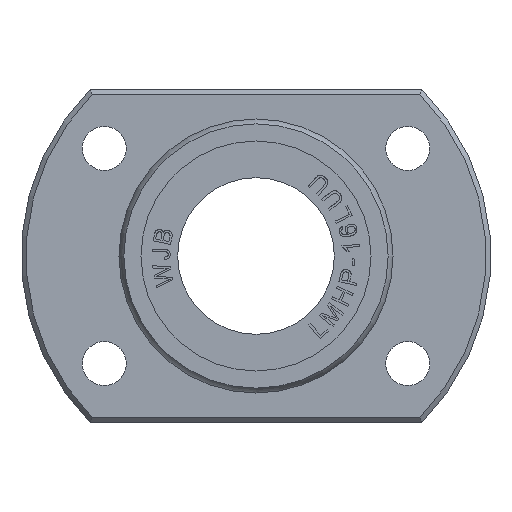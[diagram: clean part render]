
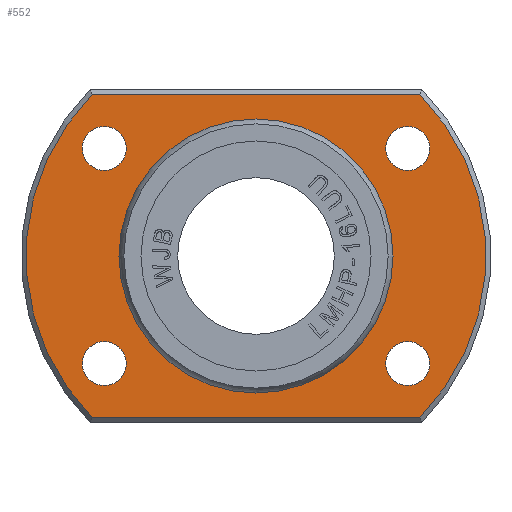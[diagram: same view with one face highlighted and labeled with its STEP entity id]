
A CAD part, left-side view. The second image highlights one B-rep face of the part: STEP entity #552.
In plain terms, the highlighted planar face has unit normal (-1, 0, 0).
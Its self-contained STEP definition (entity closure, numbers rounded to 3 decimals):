
#552=ADVANCED_FACE('',(#1345,#1346,#1347,#1348,#1349,#1350),#947,.T.);
#947=PLANE('',#7123);
#1237=CIRCLE('',#7116,2.25);
#1238=CIRCLE('',#7117,2.25);
#1239=CIRCLE('',#7118,23.5);
#1240=CIRCLE('',#7119,23.5);
#1241=CIRCLE('',#7120,13.773);
#1242=CIRCLE('',#7121,2.25);
#1243=CIRCLE('',#7122,2.25);
#1345=FACE_BOUND('',#1467,.T.);
#1346=FACE_BOUND('',#1468,.T.);
#1347=FACE_BOUND('',#1469,.T.);
#1348=FACE_BOUND('',#1470,.T.);
#1349=FACE_BOUND('',#1471,.T.);
#1350=FACE_BOUND('',#1472,.T.);
#1467=EDGE_LOOP('',(#2646));
#1468=EDGE_LOOP('',(#2647));
#1469=EDGE_LOOP('',(#2648,#2649,#2650,#2651));
#1470=EDGE_LOOP('',(#2652));
#1471=EDGE_LOOP('',(#2653));
#1472=EDGE_LOOP('',(#2654));
#1978=B_SPLINE_CURVE_WITH_KNOTS('',3,(#10435,#10436,#10437,#10438),.UNSPECIFIED.,
 .F.,.F.,(4,4),(0.,1.),.UNSPECIFIED.);
#1979=B_SPLINE_CURVE_WITH_KNOTS('',3,(#10442,#10443,#10444,#10445),.UNSPECIFIED.,
 .F.,.F.,(4,4),(0.,1.),.UNSPECIFIED.);
#2646=ORIENTED_EDGE('',*,*,#5256,.F.);
#2647=ORIENTED_EDGE('',*,*,#5257,.F.);
#2648=ORIENTED_EDGE('',*,*,#5258,.F.);
#2649=ORIENTED_EDGE('',*,*,#5259,.F.);
#2650=ORIENTED_EDGE('',*,*,#5260,.F.);
#2651=ORIENTED_EDGE('',*,*,#5261,.F.);
#2652=ORIENTED_EDGE('',*,*,#5262,.F.);
#2653=ORIENTED_EDGE('',*,*,#5263,.F.);
#2654=ORIENTED_EDGE('',*,*,#5264,.T.);
#4598=VERTEX_POINT('',#10429);
#4599=VERTEX_POINT('',#10431);
#4600=VERTEX_POINT('',#10433);
#4601=VERTEX_POINT('',#10434);
#4602=VERTEX_POINT('',#10439);
#4603=VERTEX_POINT('',#10441);
#4604=VERTEX_POINT('',#10447);
#4605=VERTEX_POINT('',#10449);
#4606=VERTEX_POINT('',#10451);
#5256=EDGE_CURVE('',#4598,#4598,#1237,.T.);
#5257=EDGE_CURVE('',#4599,#4599,#1238,.T.);
#5258=EDGE_CURVE('',#4600,#4601,#1239,.T.);
#5259=EDGE_CURVE('',#4602,#4600,#1978,.T.);
#5260=EDGE_CURVE('',#4603,#4602,#1240,.T.);
#5261=EDGE_CURVE('',#4601,#4603,#1979,.T.);
#5262=EDGE_CURVE('',#4604,#4604,#1241,.T.);
#5263=EDGE_CURVE('',#4605,#4605,#1242,.T.);
#5264=EDGE_CURVE('',#4606,#4606,#1243,.T.);
#7116=AXIS2_PLACEMENT_3D('',#10428,#7732,#7733);
#7117=AXIS2_PLACEMENT_3D('',#10430,#7734,#7735);
#7118=AXIS2_PLACEMENT_3D('',#10432,#7736,#7737);
#7119=AXIS2_PLACEMENT_3D('',#10440,#7738,#7739);
#7120=AXIS2_PLACEMENT_3D('',#10446,#7740,#7741);
#7121=AXIS2_PLACEMENT_3D('',#10448,#7742,#7743);
#7122=AXIS2_PLACEMENT_3D('',#10450,#7744,#7745);
#7123=AXIS2_PLACEMENT_3D('',#10452,#7746,#7747);
#7732=DIRECTION('',(-1.,0.,0.));
#7733=DIRECTION('',(0.,0.,1.));
#7734=DIRECTION('',(-1.,0.,0.));
#7735=DIRECTION('',(0.,0.,1.));
#7736=DIRECTION('',(1.,0.,0.));
#7737=DIRECTION('',(0.,0.,-1.));
#7738=DIRECTION('',(1.,0.,0.));
#7739=DIRECTION('',(0.,0.,-1.));
#7740=DIRECTION('',(-1.,0.,0.));
#7741=DIRECTION('',(0.,0.,1.));
#7742=DIRECTION('',(-1.,0.,0.));
#7743=DIRECTION('',(0.,0.,1.));
#7744=DIRECTION('',(1.,0.,0.));
#7745=DIRECTION('',(0.,0.,1.));
#7746=DIRECTION('',(-1.,0.,0.));
#7747=DIRECTION('',(0.,0.,1.));
#10428=CARTESIAN_POINT('',(6.,-15.5,10.996));
#10429=CARTESIAN_POINT('',(6.,-15.5,13.246));
#10430=CARTESIAN_POINT('',(6.,15.5,-10.996));
#10431=CARTESIAN_POINT('',(6.,15.5,-8.746));
#10432=CARTESIAN_POINT('',(6.,0.,0.));
#10433=CARTESIAN_POINT('',(6.,-16.733,16.5));
#10434=CARTESIAN_POINT('',(6.,-16.733,-16.5));
#10435=CARTESIAN_POINT('',(6.,16.733,16.5));
#10436=CARTESIAN_POINT('',(6.,5.578,16.5));
#10437=CARTESIAN_POINT('',(6.,-5.578,16.5));
#10438=CARTESIAN_POINT('',(6.,-16.733,16.5));
#10439=CARTESIAN_POINT('',(6.,16.733,16.5));
#10440=CARTESIAN_POINT('',(6.,0.,0.));
#10441=CARTESIAN_POINT('',(6.,16.733,-16.5));
#10442=CARTESIAN_POINT('',(6.,-16.733,-16.5));
#10443=CARTESIAN_POINT('',(6.,-5.578,-16.5));
#10444=CARTESIAN_POINT('',(6.,5.578,-16.5));
#10445=CARTESIAN_POINT('',(6.,16.733,-16.5));
#10446=CARTESIAN_POINT('',(6.,0.,0.));
#10447=CARTESIAN_POINT('',(6.,0.,13.773));
#10448=CARTESIAN_POINT('',(6.,15.5,10.996));
#10449=CARTESIAN_POINT('',(6.,15.5,13.246));
#10450=CARTESIAN_POINT('',(6.,-15.5,-10.996));
#10451=CARTESIAN_POINT('',(6.,-15.5,-8.746));
#10452=CARTESIAN_POINT('',(6.,0.,18.887));
